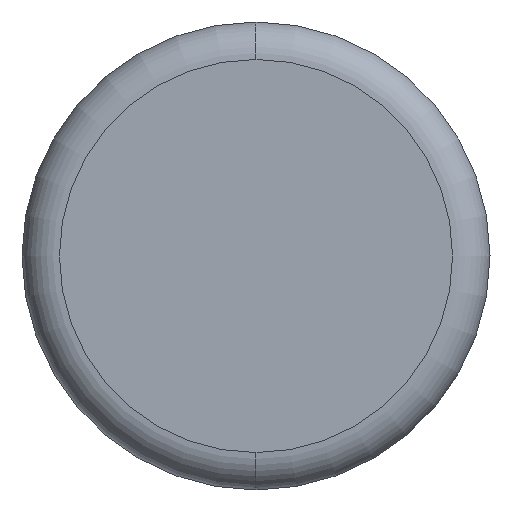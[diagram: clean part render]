
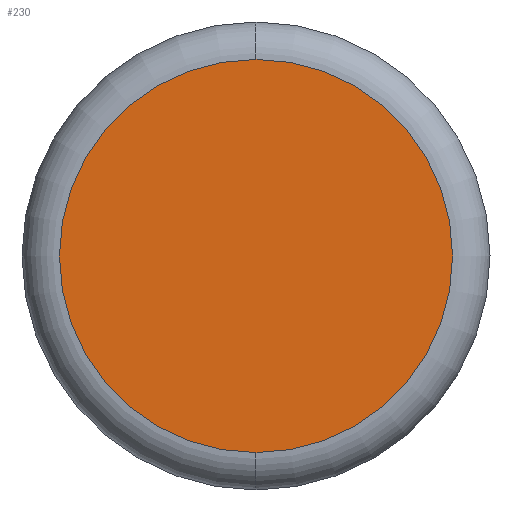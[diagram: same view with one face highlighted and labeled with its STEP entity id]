
A CAD part, front view. The second image highlights one B-rep face of the part: STEP entity #230.
In plain terms, the highlighted planar face has unit normal (0, -1, 0).
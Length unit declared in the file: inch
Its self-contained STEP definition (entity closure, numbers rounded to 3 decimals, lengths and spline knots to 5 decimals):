
#1 = CARTESIAN_POINT ( 'NONE',  ( 0., 0., 0. ) ) ;
#22 = ORIENTED_EDGE ( 'NONE', *, *, #110, .T. ) ;
#28 = FACE_OUTER_BOUND ( 'NONE', #434, .T. ) ;
#66 = DIRECTION ( 'NONE',  ( 0., -1., 0. ) ) ;
#73 = DIRECTION ( 'NONE',  ( 0., 0., -1. ) ) ;
#74 = CIRCLE ( 'NONE', #162, 0.0525 ) ;
#79 = CARTESIAN_POINT ( 'NONE',  ( 0., 0., 0.0525 ) ) ;
#94 = CARTESIAN_POINT ( 'NONE',  ( 0., 0., 0. ) ) ;
#102 = CARTESIAN_POINT ( 'NONE',  ( 0., 0., 0. ) ) ;
#110 = EDGE_CURVE ( 'NONE', #198, #176, #539, .T. ) ;
#122 = AXIS2_PLACEMENT_3D ( 'NONE', #94, #212, #259 ) ;
#134 = DIRECTION ( 'NONE',  ( 0., 0., -1. ) ) ;
#162 = AXIS2_PLACEMENT_3D ( 'NONE', #102, #66, #73 ) ;
#176 = VERTEX_POINT ( 'NONE', #393 ) ;
#198 = VERTEX_POINT ( 'NONE', #79 ) ;
#212 = DIRECTION ( 'NONE',  ( 0., -1., 0. ) ) ;
#230 = ADVANCED_FACE ( 'NONE', ( #28 ), #538, .T. ) ;
#242 = ORIENTED_EDGE ( 'NONE', *, *, #346, .T. ) ;
#259 = DIRECTION ( 'NONE',  ( 0., 0., -1. ) ) ;
#266 = DIRECTION ( 'NONE',  ( 0., -1., 0. ) ) ;
#340 = AXIS2_PLACEMENT_3D ( 'NONE', #1, #266, #134 ) ;
#346 = EDGE_CURVE ( 'NONE', #176, #198, #74, .T. ) ;
#393 = CARTESIAN_POINT ( 'NONE',  ( 0., 0., -0.0525 ) ) ;
#434 = EDGE_LOOP ( 'NONE', ( #242, #22 ) ) ;
#538 = PLANE ( 'NONE',  #340 ) ;
#539 = CIRCLE ( 'NONE', #122, 0.0525 ) ;
